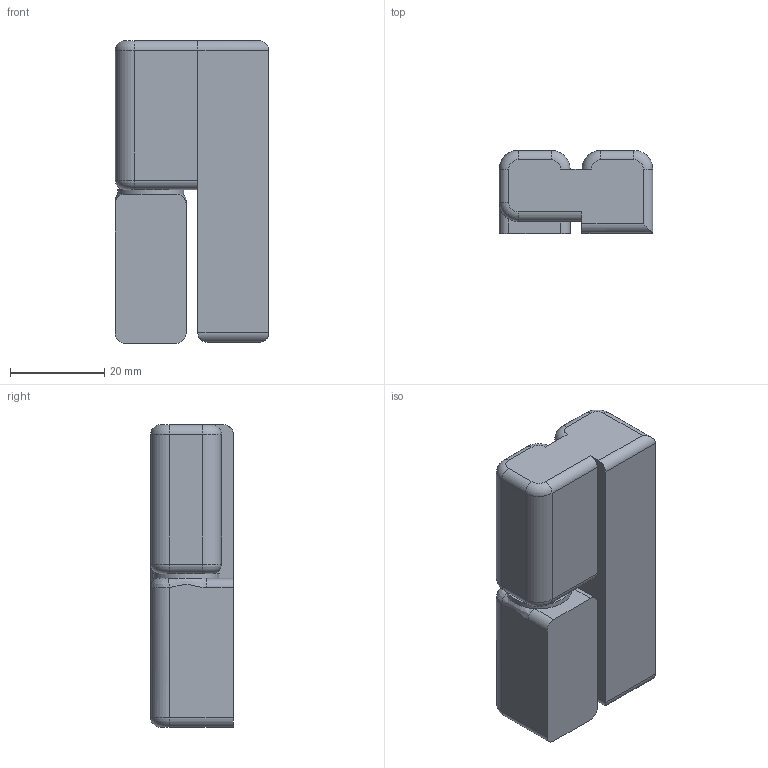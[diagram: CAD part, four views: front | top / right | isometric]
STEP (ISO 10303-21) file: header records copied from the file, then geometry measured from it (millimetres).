
FILE_DESCRIPTION(('STEP AP214'),'1');
FILE_NAME('100-343.stp','2014-07-06T20:44:43',(' '),(' '),'Spatial InterOp 3D',' ',' ');
FILE_SCHEMA(('automotive_design'));
Length unit declared in the file: metre
Products named in the file (2): 1; 2
Bounding box: 32.5 x 17.5 x 64 mm (x, y, z)
Volume: 31912.2 mm3; surface area: 9558.7 mm2
Topology: 2 solids, 2 shells, 74 faces, 167 edges, 99 vertices
Faces by surface type: cylinder 28, plane 21, torus 12, bspline 11, cone 2
Full cylindrical faces by diameter (mm): 9.5 x2, 14 x1
Entity records: 3707 total; most frequent: CARTESIAN_POINT 1485, DIRECTION 362, ORIENTED_EDGE 306, EDGE_CURVE 153, AXIS2_PLACEMENT_3D 149, VERTEX_POINT 96, EDGE_LOOP 87, FACE_OUTER_BOUND 83
